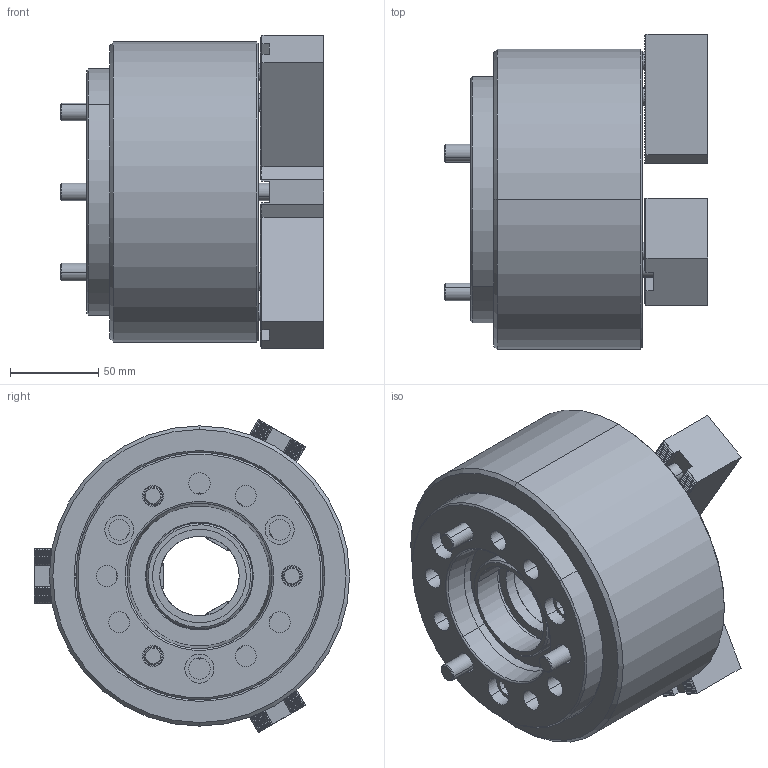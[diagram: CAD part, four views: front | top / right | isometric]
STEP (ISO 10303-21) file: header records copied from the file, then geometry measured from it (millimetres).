
FILE_DESCRIPTION (( 'STEP AP203' ), '1' );
FILE_NAME ('3L-206A5 外觀參考.STEP', '2017-02-16T10:56:03', ( 'temp' ), ( '' ), 'SwSTEP 2.0', 'SolidWorks 2016', '' );
FILE_SCHEMA (( 'CONFIG_CONTROL_DESIGN' ));
Length unit declared in the file: millimetre
Products named in the file (10): 3L-206 本體; 3L-206 中仁; M10x25; 3L-206 防塵套; 3L-06A5法蘭板; 3L-206 連結螺帽; 3L-206A5 外觀參考; SJ-06; M10x100; M5x10 半圓頭
Assembly tree (20 placements, depth 2):
  3L-206A5 外觀參考
    3L-206 本體
    3L-206 中仁
    3L-206 防塵套
    3L-206 連結螺帽
    SJ-06  x3
    M10x100  x3
    M5x10 半圓頭  x3
    M10x25  x6
    3L-06A5法蘭板
Bounding box: 149.25 x 178.43 x 177.33 mm (x, y, z)
Volume: 1983048.1 mm3; surface area: 282803.8 mm2
Topology: 20 solids, 20 shells, 1774 faces, 4889 edges, 3178 vertices
Faces by surface type: plane 1146, cylinder 486, cone 120, torus 22
Entity records: 23508 total; most frequent: CARTESIAN_POINT 4471, ORIENTED_EDGE 3790, DIRECTION 3574, EDGE_CURVE 1895, VECTOR 1298, LINE 1298, VERTEX_POINT 1233, AXIS2_PLACEMENT_3D 1138
